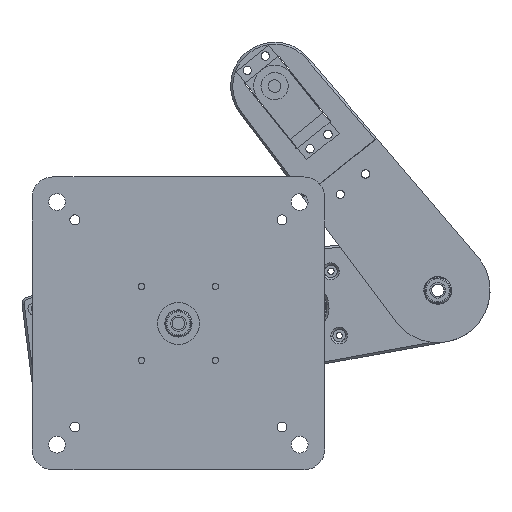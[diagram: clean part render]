
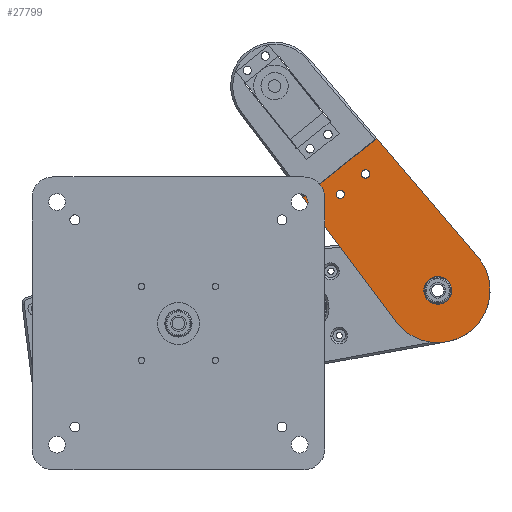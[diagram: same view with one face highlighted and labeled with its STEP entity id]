
A CAD part, front view. The second image highlights one B-rep face of the part: STEP entity #27799.
In plain terms, the highlighted face is planar.
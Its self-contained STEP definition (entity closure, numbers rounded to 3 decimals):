
#1508 = CARTESIAN_POINT ( 'NONE',  ( 0., 0., 20. ) ) ;
#1582 = EDGE_CURVE ( 'NONE', #26221, #17629, #15618, .T. ) ;
#2011 = CARTESIAN_POINT ( 'NONE',  ( 6.65, 0., 20. ) ) ;
#2355 = EDGE_LOOP ( 'NONE', ( #19415, #7289 ) ) ;
#2686 = DIRECTION ( 'NONE',  ( 0.999, 0.032, 0. ) ) ;
#2760 = EDGE_CURVE ( 'NONE', #30428, #28339, #4075, .T. ) ;
#2860 = AXIS2_PLACEMENT_3D ( 'NONE', #13857, #30225, #9318 ) ;
#3306 = CARTESIAN_POINT ( 'NONE',  ( 67., -7.771, 20. ) ) ;
#3433 = VERTEX_POINT ( 'NONE', #24021 ) ;
#3662 = CARTESIAN_POINT ( 'NONE',  ( 65., 7.771, 20. ) ) ;
#4075 = CIRCLE ( 'NONE', #2860, 25. ) ;
#4093 = DIRECTION ( 'NONE',  ( 0., 0., 1. ) ) ;
#4580 = AXIS2_PLACEMENT_3D ( 'NONE', #13218, #8371, #10724 ) ;
#4831 = LINE ( 'NONE', #11670, #18088 ) ;
#5253 = DIRECTION ( 'NONE',  ( 1., 0., 0. ) ) ;
#6163 = CARTESIAN_POINT ( 'NONE',  ( -25., 0., 20. ) ) ;
#6332 = EDGE_LOOP ( 'NONE', ( #19690, #9905, #29977, #28974, #12436 ) ) ;
#6501 = ORIENTED_EDGE ( 'NONE', *, *, #9034, .F. ) ;
#6530 = VERTEX_POINT ( 'NONE', #6769 ) ;
#6769 = CARTESIAN_POINT ( 'NONE',  ( 67., 7.771, 20. ) ) ;
#6980 = EDGE_CURVE ( 'NONE', #13416, #6530, #21169, .T. ) ;
#7141 = AXIS2_PLACEMENT_3D ( 'NONE', #16004, #11440, #25741 ) ;
#7289 = ORIENTED_EDGE ( 'NONE', *, *, #15087, .F. ) ;
#7495 = AXIS2_PLACEMENT_3D ( 'NONE', #1508, #4093, #17991 ) ;
#7515 = CARTESIAN_POINT ( 'NONE',  ( 65., -7.771, 20. ) ) ;
#8371 = DIRECTION ( 'NONE',  ( 0., 0., 1. ) ) ;
#8678 = DIRECTION ( 'NONE',  ( 1., 0., 0. ) ) ;
#8790 = CARTESIAN_POINT ( 'NONE',  ( 0.8, -24.987, 20. ) ) ;
#8980 = CARTESIAN_POINT ( 'NONE',  ( 65., -7.771, 20. ) ) ;
#9034 = EDGE_CURVE ( 'NONE', #28983, #26368, #24352, .T. ) ;
#9073 = AXIS2_PLACEMENT_3D ( 'NONE', #7515, #17212, #5253 ) ;
#9318 = DIRECTION ( 'NONE',  ( 1., 0., 0. ) ) ;
#9333 = VECTOR ( 'NONE', #2686, 1000. ) ;
#9616 = EDGE_CURVE ( 'NONE', #14015, #17629, #4831, .T. ) ;
#9905 = ORIENTED_EDGE ( 'NONE', *, *, #22008, .T. ) ;
#9919 = ORIENTED_EDGE ( 'NONE', *, *, #13186, .F. ) ;
#10555 = VERTEX_POINT ( 'NONE', #3306 ) ;
#10724 = DIRECTION ( 'NONE',  ( 1., 0., 0. ) ) ;
#10770 = VECTOR ( 'NONE', #18965, 1000. ) ;
#10830 = ORIENTED_EDGE ( 'NONE', *, *, #14343, .F. ) ;
#11440 = DIRECTION ( 'NONE',  ( 0., 0., 1. ) ) ;
#11551 = CARTESIAN_POINT ( 'NONE',  ( -6.65, 0., 20. ) ) ;
#11653 = ORIENTED_EDGE ( 'NONE', *, *, #6980, .F. ) ;
#11670 = CARTESIAN_POINT ( 'NONE',  ( 75., 22.612, 20. ) ) ;
#12025 = CIRCLE ( 'NONE', #29879, 2. ) ;
#12066 = CARTESIAN_POINT ( 'NONE',  ( 63., 7.771, 20. ) ) ;
#12436 = ORIENTED_EDGE ( 'NONE', *, *, #1582, .T. ) ;
#13186 = EDGE_CURVE ( 'NONE', #6530, #13416, #12025, .T. ) ;
#13216 = DIRECTION ( 'NONE',  ( 0., 0., 1. ) ) ;
#13218 = CARTESIAN_POINT ( 'NONE',  ( 65., 7.771, 20. ) ) ;
#13416 = VERTEX_POINT ( 'NONE', #12066 ) ;
#13631 = DIRECTION ( 'NONE',  ( 0., 0., 1. ) ) ;
#13857 = CARTESIAN_POINT ( 'NONE',  ( 0., 0., 20. ) ) ;
#14015 = VERTEX_POINT ( 'NONE', #16253 ) ;
#14136 = CARTESIAN_POINT ( 'NONE',  ( 125.672, -20.989, 20. ) ) ;
#14343 = EDGE_CURVE ( 'NONE', #26368, #28983, #21373, .T. ) ;
#15087 = EDGE_CURVE ( 'NONE', #10555, #3433, #20250, .T. ) ;
#15215 = CIRCLE ( 'NONE', #9073, 2. ) ;
#15400 = AXIS2_PLACEMENT_3D ( 'NONE', #23234, #25396, #16170 ) ;
#15618 = LINE ( 'NONE', #14136, #9333 ) ;
#16004 = CARTESIAN_POINT ( 'NONE',  ( 0., 0., 20. ) ) ;
#16170 = DIRECTION ( 'NONE',  ( 1., 0., 0. ) ) ;
#16253 = CARTESIAN_POINT ( 'NONE',  ( 75., 22.612, 20. ) ) ;
#16597 = CARTESIAN_POINT ( 'NONE',  ( 0.8, 24.987, 20. ) ) ;
#17212 = DIRECTION ( 'NONE',  ( 0., 0., 1. ) ) ;
#17629 = VERTEX_POINT ( 'NONE', #28699 ) ;
#17991 = DIRECTION ( 'NONE',  ( 1., 0., 0. ) ) ;
#18088 = VECTOR ( 'NONE', #28074, 1000. ) ;
#18965 = DIRECTION ( 'NONE',  ( -0.999, 0.032, 0. ) ) ;
#19415 = ORIENTED_EDGE ( 'NONE', *, *, #29791, .F. ) ;
#19690 = ORIENTED_EDGE ( 'NONE', *, *, #9616, .F. ) ;
#20250 = CIRCLE ( 'NONE', #22515, 2. ) ;
#21169 = CIRCLE ( 'NONE', #4580, 2. ) ;
#21373 = CIRCLE ( 'NONE', #7495, 6.65 ) ;
#21791 = FACE_BOUND ( 'NONE', #22597, .T. ) ;
#21845 = CARTESIAN_POINT ( 'NONE',  ( 0.8, 24.987, 20. ) ) ;
#22008 = EDGE_CURVE ( 'NONE', #14015, #30428, #26583, .T. ) ;
#22470 = DIRECTION ( 'NONE',  ( 1., 0., 0. ) ) ;
#22515 = AXIS2_PLACEMENT_3D ( 'NONE', #8980, #13631, #8678 ) ;
#22597 = EDGE_LOOP ( 'NONE', ( #6501, #10830 ) ) ;
#22794 = FACE_BOUND ( 'NONE', #30121, .T. ) ;
#23234 = CARTESIAN_POINT ( 'NONE',  ( 0., 0., 20. ) ) ;
#23273 = PLANE ( 'NONE',  #7141 ) ;
#23582 = CARTESIAN_POINT ( 'NONE',  ( 0., 0., 20. ) ) ;
#23888 = DIRECTION ( 'NONE',  ( 0., 0., 1. ) ) ;
#24021 = CARTESIAN_POINT ( 'NONE',  ( 63., -7.771, 20. ) ) ;
#24352 = CIRCLE ( 'NONE', #24696, 6.65 ) ;
#24696 = AXIS2_PLACEMENT_3D ( 'NONE', #23582, #23888, #26128 ) ;
#24869 = FACE_OUTER_BOUND ( 'NONE', #6332, .T. ) ;
#25396 = DIRECTION ( 'NONE',  ( 0., 0., 1. ) ) ;
#25678 = FACE_BOUND ( 'NONE', #2355, .T. ) ;
#25741 = DIRECTION ( 'NONE',  ( 1., 0., 0. ) ) ;
#26128 = DIRECTION ( 'NONE',  ( 1., 0., 0. ) ) ;
#26221 = VERTEX_POINT ( 'NONE', #8790 ) ;
#26368 = VERTEX_POINT ( 'NONE', #11551 ) ;
#26583 = LINE ( 'NONE', #16597, #10770 ) ;
#27799 = ADVANCED_FACE ( 'NONE', ( #25678, #22794, #24869, #21791 ), #23273, .T. ) ;
#28074 = DIRECTION ( 'NONE',  ( 0., -1., 0. ) ) ;
#28339 = VERTEX_POINT ( 'NONE', #6163 ) ;
#28434 = EDGE_CURVE ( 'NONE', #28339, #26221, #28456, .T. ) ;
#28456 = CIRCLE ( 'NONE', #15400, 25. ) ;
#28699 = CARTESIAN_POINT ( 'NONE',  ( 75., -22.612, 20. ) ) ;
#28974 = ORIENTED_EDGE ( 'NONE', *, *, #28434, .T. ) ;
#28983 = VERTEX_POINT ( 'NONE', #2011 ) ;
#29791 = EDGE_CURVE ( 'NONE', #3433, #10555, #15215, .T. ) ;
#29879 = AXIS2_PLACEMENT_3D ( 'NONE', #3662, #13216, #22470 ) ;
#29977 = ORIENTED_EDGE ( 'NONE', *, *, #2760, .T. ) ;
#30121 = EDGE_LOOP ( 'NONE', ( #11653, #9919 ) ) ;
#30225 = DIRECTION ( 'NONE',  ( 0., 0., 1. ) ) ;
#30428 = VERTEX_POINT ( 'NONE', #21845 ) ;
